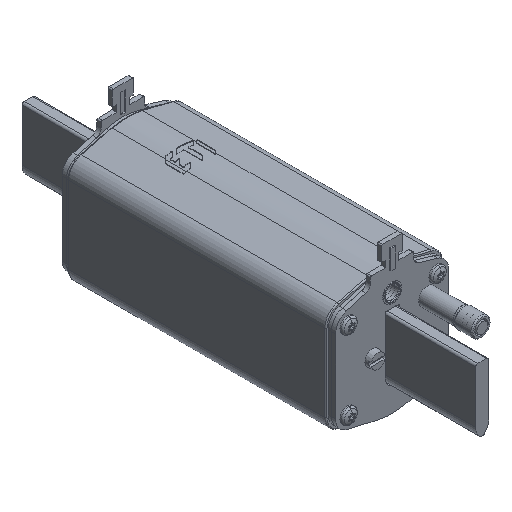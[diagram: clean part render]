
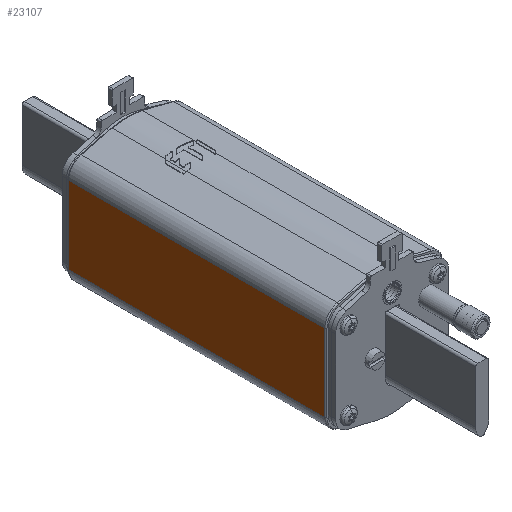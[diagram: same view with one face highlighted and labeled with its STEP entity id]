
A CAD part, isometric view. The second image highlights one B-rep face of the part: STEP entity #23107.
In plain terms, the highlighted face is planar.
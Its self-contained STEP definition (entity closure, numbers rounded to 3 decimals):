
#19285=DIRECTION('',(0.,0.,1.));
#19286=VECTOR('',#19285,35.626);
#19287=CARTESIAN_POINT('',(-59.,27.,-17.813));
#19288=LINE('',#19287,#19286);
#19299=DIRECTION('',(-1.,0.,0.));
#19300=VECTOR('',#19299,118.);
#19301=CARTESIAN_POINT('',(59.,27.,-17.813));
#19302=LINE('',#19301,#19300);
#20330=DIRECTION('',(1.,0.,0.));
#20331=VECTOR('',#20330,118.);
#20332=CARTESIAN_POINT('',(-59.,27.,17.813));
#20333=LINE('',#20332,#20331);
#20531=DIRECTION('',(0.,0.,-1.));
#20532=VECTOR('',#20531,35.626);
#20533=CARTESIAN_POINT('',(59.,27.,17.813));
#20534=LINE('',#20533,#20532);
#22432=CARTESIAN_POINT('',(-59.,27.,-17.813));
#22433=VERTEX_POINT('',#22432);
#22452=CARTESIAN_POINT('',(-59.,27.,17.813));
#22453=VERTEX_POINT('',#22452);
#22454=CARTESIAN_POINT('',(59.,27.,-17.813));
#22455=VERTEX_POINT('',#22454);
#22456=CARTESIAN_POINT('',(59.,27.,17.813));
#22457=VERTEX_POINT('',#22456);
#23093=CARTESIAN_POINT('',(-59.5,27.,-17.813));
#23094=DIRECTION('',(0.,1.,0.));
#23095=DIRECTION('',(0.,0.,1.));
#23096=AXIS2_PLACEMENT_3D('',#23093,#23094,#23095);
#23097=PLANE('',#23096);
#23098=ORIENTED_EDGE('',*,*,#23087,.F.);
#23100=ORIENTED_EDGE('',*,*,#23099,.F.);
#23102=ORIENTED_EDGE('',*,*,#23101,.F.);
#23104=ORIENTED_EDGE('',*,*,#23103,.F.);
#23105=EDGE_LOOP('',(#23098,#23100,#23102,#23104));
#23106=FACE_OUTER_BOUND('',#23105,.F.);
#23087=EDGE_CURVE('',#22433,#22453,#19288,.T.);
#23099=EDGE_CURVE('',#22455,#22433,#19302,.T.);
#23101=EDGE_CURVE('',#22457,#22455,#20534,.T.);
#23103=EDGE_CURVE('',#22453,#22457,#20333,.T.);
#23107=ADVANCED_FACE('',(#23106),#23097,.T.);
